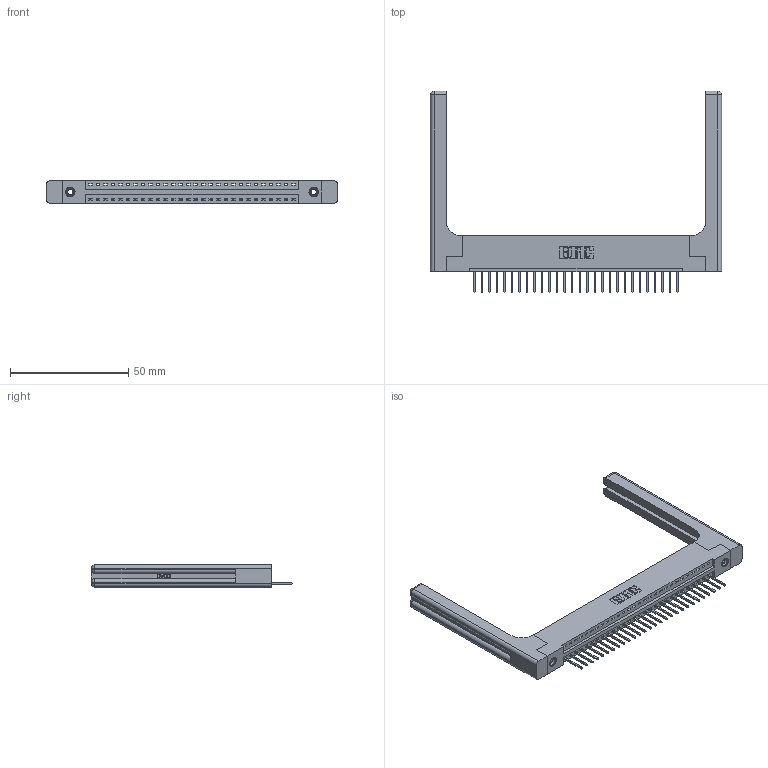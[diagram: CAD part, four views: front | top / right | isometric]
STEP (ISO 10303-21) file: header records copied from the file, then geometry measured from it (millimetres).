
FILE_DESCRIPTION (( 'STEP AP203' ), '1' );
FILE_NAME ('346-028-526-158.STEP', '2022-05-06T06:57:00', ( '' ), ( '' ), 'SwSTEP 2.0', 'SolidWorks 2020', '' );
FILE_SCHEMA (( 'CONFIG_CONTROL_DESIGN' ));
Length unit declared in the file: inch
Products named in the file (5): 346 Part_Flush Mounting Lugs - 0.156 Dia-TH; 345-292-001_345-293-126; 346-220-058_345-220-058; 346-028-526-158; 345-250-001_345-250-001-102
Assembly tree (33 placements, depth 2):
  346-028-526-158
    346 Part_Flush Mounting Lugs - 0.156 Dia-TH
    345-292-001_345-293-126  x28
    345-250-001_345-250-001-102  x2
    346-220-058_345-220-058  x2
Bounding box: 122.96 x 85.09 x 9.4 mm (x, y, z)
Volume: 19151.7 mm3; surface area: 19563.6 mm2
Topology: 33 solids, 33 shells, 2016 faces, 5959 edges, 3914 vertices
Faces by surface type: plane 1358, cylinder 598, bspline 36, cone 12, sphere 8, torus 4
Entity records: 24878 total; most frequent: CARTESIAN_POINT 5251, ORIENTED_EDGE 4008, DIRECTION 3580, EDGE_CURVE 2004, LINE 1668, VECTOR 1668, VERTEX_POINT 1326, AXIS2_PLACEMENT_3D 956
